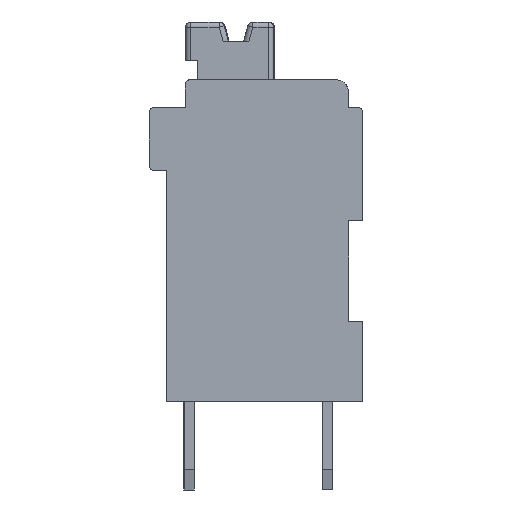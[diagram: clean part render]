
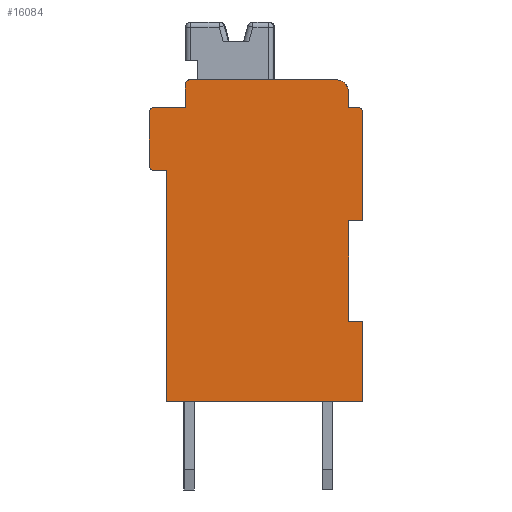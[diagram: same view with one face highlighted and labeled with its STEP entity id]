
A CAD part, left-side view. The second image highlights one B-rep face of the part: STEP entity #16084.
In plain terms, the highlighted planar face has unit normal (-1, 0, 0).
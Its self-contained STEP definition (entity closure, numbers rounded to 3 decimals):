
#401=PLANE('',#17073);
#934=CIRCLE('',#17030,0.5);
#936=CIRCLE('',#17034,0.2);
#959=CIRCLE('',#17074,0.2);
#960=CIRCLE('',#17075,0.2);
#961=CIRCLE('',#17076,0.2);
#2468=ORIENTED_EDGE('',*,*,#6986,.F.);
#2469=ORIENTED_EDGE('',*,*,#6894,.T.);
#2470=ORIENTED_EDGE('',*,*,#6889,.F.);
#2471=ORIENTED_EDGE('',*,*,#6901,.T.);
#2472=ORIENTED_EDGE('',*,*,#6899,.F.);
#2473=ORIENTED_EDGE('',*,*,#6945,.F.);
#2474=ORIENTED_EDGE('',*,*,#7046,.T.);
#2475=ORIENTED_EDGE('',*,*,#6937,.F.);
#2476=ORIENTED_EDGE('',*,*,#7047,.T.);
#2477=ORIENTED_EDGE('',*,*,#6934,.F.);
#2478=ORIENTED_EDGE('',*,*,#6221,.F.);
#2479=ORIENTED_EDGE('',*,*,#6919,.F.);
#2480=ORIENTED_EDGE('',*,*,#6927,.F.);
#2481=ORIENTED_EDGE('',*,*,#6933,.F.);
#2482=ORIENTED_EDGE('',*,*,#7019,.F.);
#2483=ORIENTED_EDGE('',*,*,#6929,.F.);
#2484=ORIENTED_EDGE('',*,*,#6240,.F.);
#2485=ORIENTED_EDGE('',*,*,#7048,.T.);
#2486=ORIENTED_EDGE('',*,*,#6987,.F.);
#6221=EDGE_CURVE('',#8618,#8619,#10150,.T.);
#6240=EDGE_CURVE('',#8630,#8631,#10169,.T.);
#6889=EDGE_CURVE('',#9179,#9180,#10776,.T.);
#6894=EDGE_CURVE('',#9184,#9180,#934,.F.);
#6899=EDGE_CURVE('',#9188,#9185,#10783,.T.);
#6901=EDGE_CURVE('',#9179,#9185,#936,.F.);
#6919=EDGE_CURVE('',#9202,#8618,#10801,.T.);
#6927=EDGE_CURVE('',#9207,#9202,#10809,.T.);
#6929=EDGE_CURVE('',#8631,#9209,#10811,.T.);
#6933=EDGE_CURVE('',#9211,#9207,#10815,.T.);
#6934=EDGE_CURVE('',#8619,#9212,#10816,.T.);
#6937=EDGE_CURVE('',#9213,#9214,#10819,.T.);
#6945=EDGE_CURVE('',#9217,#9188,#10824,.T.);
#6986=EDGE_CURVE('',#9184,#9238,#10846,.T.);
#6987=EDGE_CURVE('',#9238,#9239,#10847,.T.);
#7019=EDGE_CURVE('',#9209,#9211,#10879,.T.);
#7046=EDGE_CURVE('',#9217,#9214,#959,.F.);
#7047=EDGE_CURVE('',#9213,#9212,#960,.F.);
#7048=EDGE_CURVE('',#8630,#9239,#961,.F.);
#8618=VERTEX_POINT('',#22862);
#8619=VERTEX_POINT('',#22864);
#8630=VERTEX_POINT('',#22897);
#8631=VERTEX_POINT('',#22899);
#9179=VERTEX_POINT('',#24247);
#9180=VERTEX_POINT('',#24249);
#9184=VERTEX_POINT('',#24263);
#9185=VERTEX_POINT('',#24267);
#9188=VERTEX_POINT('',#24272);
#9202=VERTEX_POINT('',#24312);
#9207=VERTEX_POINT('',#24328);
#9209=VERTEX_POINT('',#24334);
#9211=VERTEX_POINT('',#24340);
#9212=VERTEX_POINT('',#24344);
#9213=VERTEX_POINT('',#24348);
#9214=VERTEX_POINT('',#24350);
#9217=VERTEX_POINT('',#24361);
#9238=VERTEX_POINT('',#24423);
#9239=VERTEX_POINT('',#24428);
#10150=LINE('',#22863,#12149);
#10169=LINE('',#22898,#12168);
#10776=LINE('',#24248,#12775);
#10783=LINE('',#24273,#12782);
#10801=LINE('',#24313,#12800);
#10809=LINE('',#24329,#12808);
#10811=LINE('',#24333,#12810);
#10815=LINE('',#24341,#12814);
#10816=LINE('',#24343,#12815);
#10819=LINE('',#24349,#12818);
#10824=LINE('',#24362,#12823);
#10846=LINE('',#24425,#12845);
#10847=LINE('',#24427,#12846);
#10879=LINE('',#24477,#12878);
#12149=VECTOR('',#18291,1000.);
#12168=VECTOR('',#18318,1000.);
#12775=VECTOR('',#19223,1000.);
#12782=VECTOR('',#19238,1000.);
#12800=VECTOR('',#19272,1000.);
#12808=VECTOR('',#19286,1000.);
#12810=VECTOR('',#19290,1000.);
#12814=VECTOR('',#19296,1000.);
#12815=VECTOR('',#19299,1000.);
#12818=VECTOR('',#19304,1000.);
#12823=VECTOR('',#19317,1000.);
#12845=VECTOR('',#19379,1000.);
#12846=VECTOR('',#19382,1000.);
#12878=VECTOR('',#19416,1000.);
#14161=EDGE_LOOP('',(#2468,#2469,#2470,#2471,#2472,#2473,#2474,#2475,#2476,
#2477,#2478,#2479,#2480,#2481,#2482,#2483,#2484,#2485,#2486));
#15039=FACE_BOUND('',#14161,.T.);
#16084=ADVANCED_FACE('',(#15039),#401,.F.);
#17030=AXIS2_PLACEMENT_3D('',#24262,#19230,#19231);
#17034=AXIS2_PLACEMENT_3D('',#24276,#19243,#19244);
#17073=AXIS2_PLACEMENT_3D('',#24516,#19443,#19444);
#17074=AXIS2_PLACEMENT_3D('',#24517,#19445,#19446);
#17075=AXIS2_PLACEMENT_3D('',#24518,#19447,#19448);
#17076=AXIS2_PLACEMENT_3D('',#24519,#19449,#19450);
#18291=DIRECTION('',(0.,0.,1.));
#18318=DIRECTION('',(0.,0.,-1.));
#19223=DIRECTION('',(0.,-1.,0.));
#19230=DIRECTION('',(1.,0.,0.));
#19231=DIRECTION('',(0.,0.,-1.));
#19238=DIRECTION('',(0.,0.,1.));
#19243=DIRECTION('',(1.,0.,0.));
#19244=DIRECTION('',(0.,0.,-1.));
#19272=DIRECTION('',(0.,1.,0.));
#19286=DIRECTION('',(0.,0.,-1.));
#19290=DIRECTION('',(0.,1.,0.));
#19296=DIRECTION('',(0.,-1.,0.));
#19299=DIRECTION('',(0.,1.,0.));
#19304=DIRECTION('',(0.,0.,1.));
#19317=DIRECTION('',(0.,-1.,0.));
#19379=DIRECTION('',(0.,0.,-1.));
#19382=DIRECTION('',(0.,-1.,0.));
#19416=DIRECTION('',(0.,0.,-1.));
#19443=DIRECTION('',(1.,0.,0.));
#19444=DIRECTION('',(0.,0.,-1.));
#19445=DIRECTION('',(1.,0.,0.));
#19446=DIRECTION('',(0.,0.,-1.));
#19447=DIRECTION('',(1.,0.,0.));
#19448=DIRECTION('',(0.,0.,-1.));
#19449=DIRECTION('',(1.,0.,0.));
#19450=DIRECTION('',(0.,0.,-1.));
#22862=CARTESIAN_POINT('',(-12.6,3.98,-5.2));
#22863=CARTESIAN_POINT('',(-12.6,3.98,4.));
#22864=CARTESIAN_POINT('',(-12.6,3.98,4.));
#22897=CARTESIAN_POINT('',(-12.6,-3.82,6.3));
#22898=CARTESIAN_POINT('',(-12.6,-3.82,6.5));
#22899=CARTESIAN_POINT('',(-12.6,-3.82,2.));
#24247=CARTESIAN_POINT('',(-12.6,3.05,7.6));
#24248=CARTESIAN_POINT('',(-12.6,3.25,7.6));
#24249=CARTESIAN_POINT('',(-12.6,-2.75,7.6));
#24262=CARTESIAN_POINT('',(-12.6,-2.75,7.1));
#24263=CARTESIAN_POINT('',(-12.6,-3.25,7.1));
#24267=CARTESIAN_POINT('',(-12.6,3.25,7.4));
#24272=CARTESIAN_POINT('',(-12.6,3.25,6.5));
#24273=CARTESIAN_POINT('',(-12.6,3.25,7.6));
#24276=CARTESIAN_POINT('',(-12.6,3.05,7.4));
#24312=CARTESIAN_POINT('',(-12.6,-3.82,-5.2));
#24313=CARTESIAN_POINT('',(-12.6,-3.82,-5.2));
#24328=CARTESIAN_POINT('',(-12.6,-3.82,-2.));
#24329=CARTESIAN_POINT('',(-12.6,-3.82,-2.));
#24333=CARTESIAN_POINT('',(-12.6,-3.82,2.));
#24334=CARTESIAN_POINT('',(-12.6,-3.25,2.));
#24340=CARTESIAN_POINT('',(-12.6,-3.25,-2.));
#24341=CARTESIAN_POINT('',(-12.6,-3.25,-2.));
#24343=CARTESIAN_POINT('',(-12.6,4.68,4.));
#24344=CARTESIAN_POINT('',(-12.6,4.48,4.));
#24348=CARTESIAN_POINT('',(-12.6,4.68,4.2));
#24349=CARTESIAN_POINT('',(-12.6,4.68,4.));
#24350=CARTESIAN_POINT('',(-12.6,4.68,6.3));
#24361=CARTESIAN_POINT('',(-12.6,4.48,6.5));
#24362=CARTESIAN_POINT('',(-12.6,3.25,6.5));
#24423=CARTESIAN_POINT('',(-12.6,-3.25,6.5));
#24425=CARTESIAN_POINT('',(-12.6,-3.25,6.5));
#24427=CARTESIAN_POINT('',(-12.6,-3.82,6.5));
#24428=CARTESIAN_POINT('',(-12.6,-3.62,6.5));
#24477=CARTESIAN_POINT('',(-12.6,-3.25,2.));
#24516=CARTESIAN_POINT('',(-12.6,0.,0.));
#24517=CARTESIAN_POINT('',(-12.6,4.48,6.3));
#24518=CARTESIAN_POINT('',(-12.6,4.48,4.2));
#24519=CARTESIAN_POINT('',(-12.6,-3.62,6.3));
